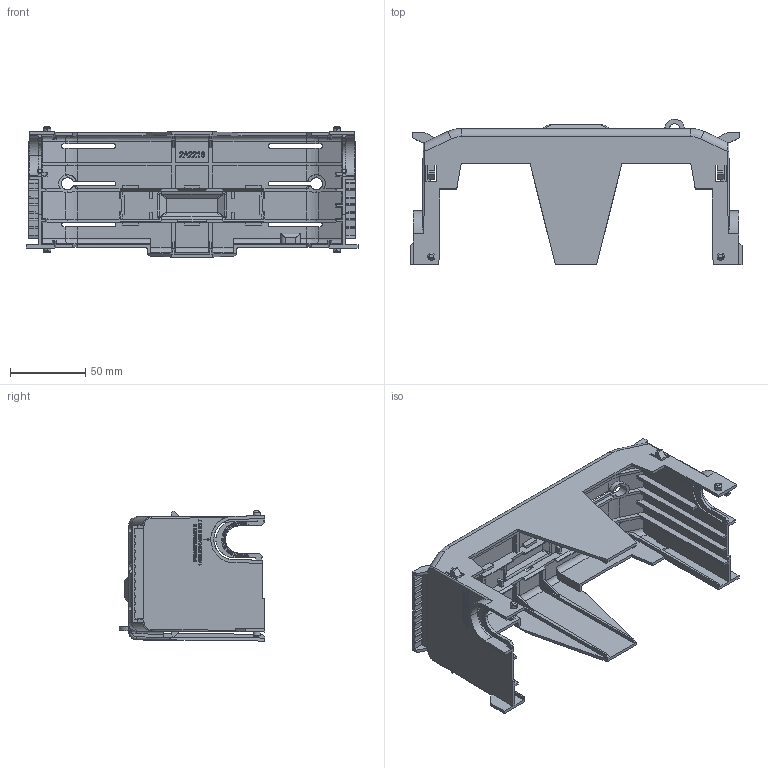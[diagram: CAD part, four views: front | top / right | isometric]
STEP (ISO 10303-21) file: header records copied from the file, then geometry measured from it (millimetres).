
FILE_DESCRIPTION (( 'STEP AP214' ), '1' );
FILE_NAME ('CVRI-J-60400-M-1.step', '2018-05-09T19:15:05', ( '' ), ( '' ), 'SwSTEP 2.0', 'SolidWorks 2017', '' );
FILE_SCHEMA (( 'AUTOMOTIVE_DESIGN' ));
Length unit declared in the file: inch
Products named in the file (1): CVRI-J-60400-M-1
Bounding box: 220.1 x 96.57 x 86.26 mm (x, y, z)
Volume: 104835.5 mm3; surface area: 110416 mm2
Topology: 1 solids, 1 shells, 2395 faces, 6657 edges, 4408 vertices
Faces by surface type: plane 1608, bspline 597, cylinder 122, cone 68
Entity records: 111598 total; most frequent: CARTESIAN_POINT 56991, ORIENTED_EDGE 13302, DIRECTION 7833, EDGE_CURVE 6651, VERTEX_POINT 4408, LINE 4017, VECTOR 4017, EDGE_LOOP 2587
